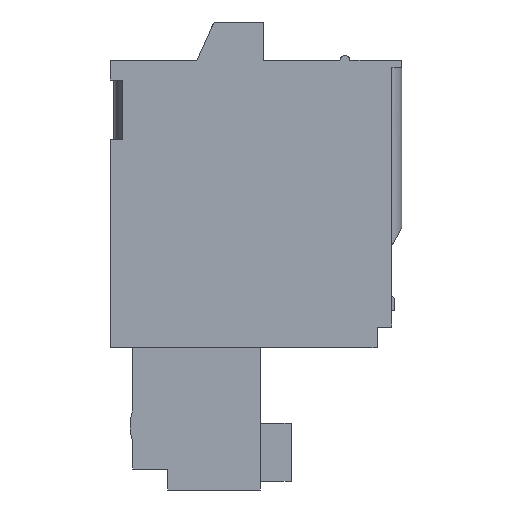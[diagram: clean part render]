
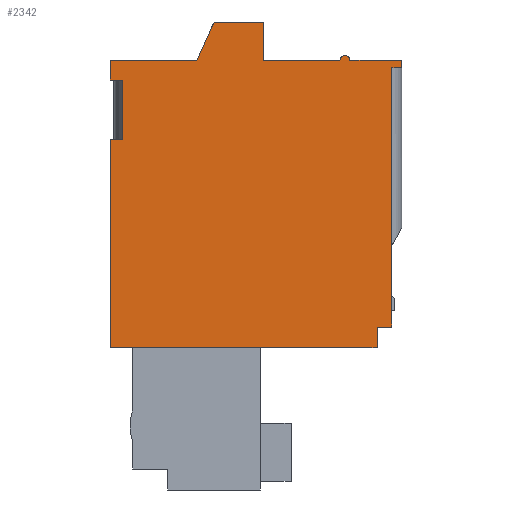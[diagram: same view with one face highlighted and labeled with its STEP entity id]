
A CAD part, left-side view. The second image highlights one B-rep face of the part: STEP entity #2342.
In plain terms, the highlighted planar face has unit normal (-1, 0, 0).
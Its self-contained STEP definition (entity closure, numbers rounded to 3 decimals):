
#2342 = ADVANCED_FACE( '', ( #4918 ), #4919, .T. );
#4918 = FACE_OUTER_BOUND( '', #7805, .T. );
#4919 = PLANE( '', #7806 );
#7805 = EDGE_LOOP( '', ( #14393, #14394, #14395, #14396, #14397, #14398, #14399, #14400, #14401, #14402, #14403, #14404, #14405, #14406, #14407, #14408, #14409, #14410 ) );
#7806 = AXIS2_PLACEMENT_3D( '', #14411, #14412, #14413 );
#14393 = ORIENTED_EDGE( '', *, *, #20725, .T. );
#14394 = ORIENTED_EDGE( '', *, *, #20265, .T. );
#14395 = ORIENTED_EDGE( '', *, *, #20639, .T. );
#14396 = ORIENTED_EDGE( '', *, *, #18938, .T. );
#14397 = ORIENTED_EDGE( '', *, *, #18005, .T. );
#14398 = ORIENTED_EDGE( '', *, *, #20135, .T. );
#14399 = ORIENTED_EDGE( '', *, *, #19638, .T. );
#14400 = ORIENTED_EDGE( '', *, *, #20726, .T. );
#14401 = ORIENTED_EDGE( '', *, *, #20727, .T. );
#14402 = ORIENTED_EDGE( '', *, *, #20728, .T. );
#14403 = ORIENTED_EDGE( '', *, *, #20729, .T. );
#14404 = ORIENTED_EDGE( '', *, *, #19009, .T. );
#14405 = ORIENTED_EDGE( '', *, *, #19764, .T. );
#14406 = ORIENTED_EDGE( '', *, *, #19896, .T. );
#14407 = ORIENTED_EDGE( '', *, *, #19806, .T. );
#14408 = ORIENTED_EDGE( '', *, *, #20730, .T. );
#14409 = ORIENTED_EDGE( '', *, *, #20731, .T. );
#14410 = ORIENTED_EDGE( '', *, *, #20732, .T. );
#14411 = CARTESIAN_POINT( '', ( -9.05, -4.1, 5.55 ) );
#14412 = DIRECTION( '', ( -1., 0., 0. ) );
#14413 = DIRECTION( '', ( 0., 0., 1. ) );
#18005 = EDGE_CURVE( '', #21639, #21640, #21641, .T. );
#18938 = EDGE_CURVE( '', #23264, #21639, #23265, .T. );
#19009 = EDGE_CURVE( '', #23385, #23386, #23387, .T. );
#19638 = EDGE_CURVE( '', #24406, #24407, #24408, .T. );
#19764 = EDGE_CURVE( '', #23386, #24587, #24588, .T. );
#19806 = EDGE_CURVE( '', #24652, #24650, #24653, .T. );
#19896 = EDGE_CURVE( '', #24587, #24652, #24783, .T. );
#20135 = EDGE_CURVE( '', #21640, #24406, #25140, .T. );
#20265 = EDGE_CURVE( '', #25316, #25314, #25317, .T. );
#20639 = EDGE_CURVE( '', #25314, #23264, #25822, .T. );
#20725 = EDGE_CURVE( '', #25934, #25316, #25935, .T. );
#20726 = EDGE_CURVE( '', #24407, #25936, #25937, .T. );
#20727 = EDGE_CURVE( '', #25936, #25938, #25939, .T. );
#20728 = EDGE_CURVE( '', #25938, #25940, #25941, .T. );
#20729 = EDGE_CURVE( '', #25940, #23385, #25942, .T. );
#20730 = EDGE_CURVE( '', #24650, #25943, #25944, .T. );
#20731 = EDGE_CURVE( '', #25943, #25945, #25946, .T. );
#20732 = EDGE_CURVE( '', #25945, #25934, #25947, .T. );
#21639 = VERTEX_POINT( '', #27022 );
#21640 = VERTEX_POINT( '', #27023 );
#21641 = LINE( '', #27024, #27025 );
#23264 = VERTEX_POINT( '', #29413 );
#23265 = LINE( '', #29414, #29415 );
#23385 = VERTEX_POINT( '', #29598 );
#23386 = VERTEX_POINT( '', #29599 );
#23387 = LINE( '', #29600, #29601 );
#24406 = VERTEX_POINT( '', #31116 );
#24407 = VERTEX_POINT( '', #31117 );
#24408 = CIRCLE( '', #31118, 0.2 );
#24587 = VERTEX_POINT( '', #31390 );
#24588 = LINE( '', #31391, #31392 );
#24650 = VERTEX_POINT( '', #31487 );
#24652 = VERTEX_POINT( '', #31490 );
#24653 = LINE( '', #31491, #31492 );
#24783 = LINE( '', #31676, #31677 );
#25140 = LINE( '', #32208, #32209 );
#25314 = VERTEX_POINT( '', #32482 );
#25316 = VERTEX_POINT( '', #32485 );
#25317 = LINE( '', #32486, #32487 );
#25822 = LINE( '', #33261, #33262 );
#25934 = VERTEX_POINT( '', #33432 );
#25935 = LINE( '', #33433, #33434 );
#25936 = VERTEX_POINT( '', #33435 );
#25937 = LINE( '', #33436, #33437 );
#25938 = VERTEX_POINT( '', #33438 );
#25939 = LINE( '', #33439, #33440 );
#25940 = VERTEX_POINT( '', #33441 );
#25941 = LINE( '', #33442, #33443 );
#25942 = LINE( '', #33444, #33445 );
#25943 = VERTEX_POINT( '', #33446 );
#25944 = LINE( '', #33447, #33448 );
#25945 = VERTEX_POINT( '', #33449 );
#25946 = LINE( '', #33450, #33451 );
#25947 = LINE( '', #33452, #33453 );
#27022 = CARTESIAN_POINT( '', ( -9.05, -6.4, 5.25 ) );
#27023 = CARTESIAN_POINT( '', ( -9.05, -6.4, 5.55 ) );
#27024 = CARTESIAN_POINT( '', ( -9.05, -6.4, 5.25 ) );
#27025 = VECTOR( '', #34865, 1000. );
#29413 = CARTESIAN_POINT( '', ( -9.05, -6., 5.25 ) );
#29414 = CARTESIAN_POINT( '', ( -9.05, -6., 5.25 ) );
#29415 = VECTOR( '', #35746, 1000. );
#29598 = CARTESIAN_POINT( '', ( -9.05, 1.9, 5.55 ) );
#29599 = CARTESIAN_POINT( '', ( -9.05, 5.4, 5.55 ) );
#29600 = CARTESIAN_POINT( '', ( -9.05, 1.9, 5.55 ) );
#29601 = VECTOR( '', #35815, 1000. );
#31116 = CARTESIAN_POINT( '', ( -9.05, -4.3, 5.55 ) );
#31117 = CARTESIAN_POINT( '', ( -9.05, -3.9, 5.55 ) );
#31118 = AXIS2_PLACEMENT_3D( '', #36427, #36428, #36429 );
#31390 = CARTESIAN_POINT( '', ( -9.05, 5.4, 4.75 ) );
#31391 = CARTESIAN_POINT( '', ( -9.05, 5.4, 5.55 ) );
#31392 = VECTOR( '', #36546, 1000. );
#31487 = CARTESIAN_POINT( '', ( -9.05, 4.9, 2.35 ) );
#31490 = CARTESIAN_POINT( '', ( -9.05, 4.9, 4.75 ) );
#31491 = CARTESIAN_POINT( '', ( -9.05, 4.9, 4.75 ) );
#31492 = VECTOR( '', #36581, 1000. );
#31676 = CARTESIAN_POINT( '', ( -9.05, 5.4, 4.75 ) );
#31677 = VECTOR( '', #36669, 1000. );
#32208 = CARTESIAN_POINT( '', ( -9.05, -6.4, 5.55 ) );
#32209 = VECTOR( '', #36883, 1000. );
#32482 = CARTESIAN_POINT( '', ( -9.05, -6., -5.25 ) );
#32485 = CARTESIAN_POINT( '', ( -9.05, -5.4, -5.25 ) );
#32486 = CARTESIAN_POINT( '', ( -9.05, -5.4, -5.25 ) );
#32487 = VECTOR( '', #36996, 1000. );
#33261 = CARTESIAN_POINT( '', ( -9.05, -6., -5.25 ) );
#33262 = VECTOR( '', #37298, 1000. );
#33432 = CARTESIAN_POINT( '', ( -9.05, -5.4, -6.1 ) );
#33433 = CARTESIAN_POINT( '', ( -9.05, -5.4, -6.1 ) );
#33434 = VECTOR( '', #37366, 1000. );
#33435 = CARTESIAN_POINT( '', ( -9.05, -0.8, 5.55 ) );
#33436 = CARTESIAN_POINT( '', ( -9.05, -3.9, 5.55 ) );
#33437 = VECTOR( '', #37367, 1000. );
#33438 = CARTESIAN_POINT( '', ( -9.05, -0.8, 7.1 ) );
#33439 = CARTESIAN_POINT( '', ( -9.05, -0.8, 5.55 ) );
#33440 = VECTOR( '', #37368, 1000. );
#33441 = CARTESIAN_POINT( '', ( -9.05, 1.2, 7.1 ) );
#33442 = CARTESIAN_POINT( '', ( -9.05, -0.8, 7.1 ) );
#33443 = VECTOR( '', #37369, 1000. );
#33444 = CARTESIAN_POINT( '', ( -9.05, 1.2, 7.1 ) );
#33445 = VECTOR( '', #37370, 1000. );
#33446 = CARTESIAN_POINT( '', ( -9.05, 5.4, 2.35 ) );
#33447 = CARTESIAN_POINT( '', ( -9.05, 4.9, 2.35 ) );
#33448 = VECTOR( '', #37371, 1000. );
#33449 = CARTESIAN_POINT( '', ( -9.05, 5.4, -6.1 ) );
#33450 = CARTESIAN_POINT( '', ( -9.05, 5.4, 2.35 ) );
#33451 = VECTOR( '', #37372, 1000. );
#33452 = CARTESIAN_POINT( '', ( -9.05, 5.4, -6.1 ) );
#33453 = VECTOR( '', #37373, 1000. );
#34865 = DIRECTION( '', ( 0., 0., 1. ) );
#35746 = DIRECTION( '', ( 0., -1., 0. ) );
#35815 = DIRECTION( '', ( 0., 1., 0. ) );
#36427 = CARTESIAN_POINT( '', ( -9.05, -4.1, 5.55 ) );
#36428 = DIRECTION( '', ( -1., 0., 0. ) );
#36429 = DIRECTION( '', ( 0., -1., 0. ) );
#36546 = DIRECTION( '', ( 0., 0., -1. ) );
#36581 = DIRECTION( '', ( 0., 0., -1. ) );
#36669 = DIRECTION( '', ( 0., -1., 0. ) );
#36883 = DIRECTION( '', ( 0., 1., 0. ) );
#36996 = DIRECTION( '', ( 0., -1., 0. ) );
#37298 = DIRECTION( '', ( 0., 0., 1. ) );
#37366 = DIRECTION( '', ( 0., 0., 1. ) );
#37367 = DIRECTION( '', ( 0., 1., 0. ) );
#37368 = DIRECTION( '', ( 0., 0., 1. ) );
#37369 = DIRECTION( '', ( 0., 1., 0. ) );
#37370 = DIRECTION( '', ( 0., 0.412, -0.911 ) );
#37371 = DIRECTION( '', ( 0., 1., 0. ) );
#37372 = DIRECTION( '', ( 0., 0., -1. ) );
#37373 = DIRECTION( '', ( 0., -1., 0. ) );
